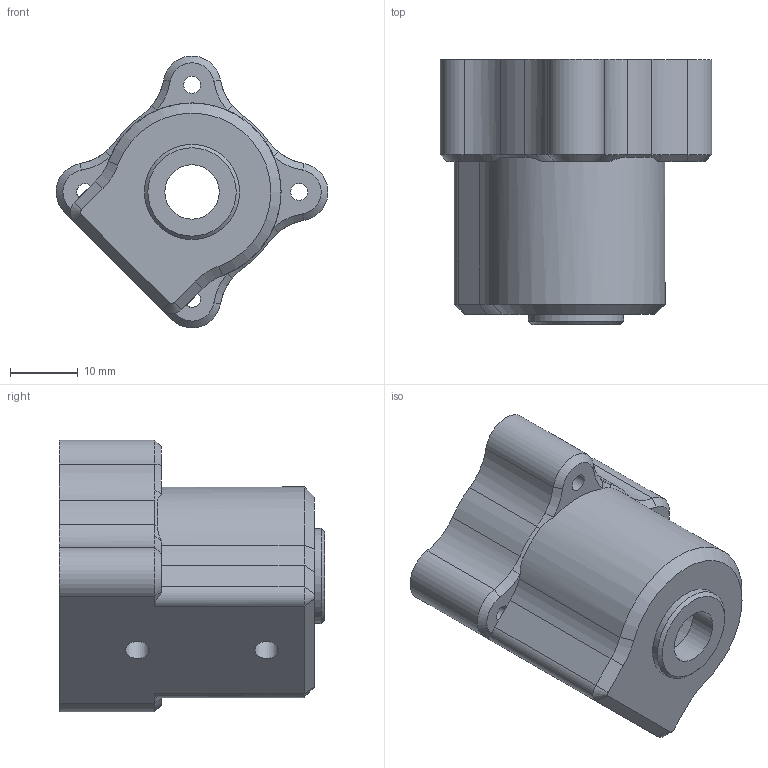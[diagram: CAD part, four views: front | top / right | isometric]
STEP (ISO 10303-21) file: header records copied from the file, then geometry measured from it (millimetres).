
FILE_DESCRIPTION(/* description */ (''),/* implementation_level */ '2;1');
FILE_NAME(/* name */ 'dport - carter - clip hpa (CNC) (sans filetage).step',/* time_stamp */ '2022-11-11T17:30:03+01:00',/* author */ (''),/* organization */ (''),/* preprocessor_version */ 'ST-DEVELOPER v19.2',/* originating_system */ 'Autodesk Translation Framework v11.17.0.187',/* authorisation */ '');
FILE_SCHEMA (('AUTOMOTIVE_DESIGN { 1 0 10303 214 3 1 1 }'));
Length unit declared in the file: millimetre
Products named in the file (1): Déport d'antenne ER328
Bounding box: 39.98 x 39 x 39.98 mm (x, y, z)
Volume: 13075.9 mm3; surface area: 8462.4 mm2
Topology: 1 solids, 1 shells, 77 faces, 188 edges, 113 vertices
Faces by surface type: cylinder 29, cone 22, plane 20, bspline 6
Full cylindrical faces by diameter (mm): 2.5 x4, 3.5 x2, 8 x1, 14 x1
Entity records: 2517 total; most frequent: CARTESIAN_POINT 619, DIRECTION 409, ORIENTED_EDGE 376, EDGE_CURVE 188, AXIS2_PLACEMENT_3D 161, VERTEX_POINT 113, EDGE_LOOP 91, LINE 87
